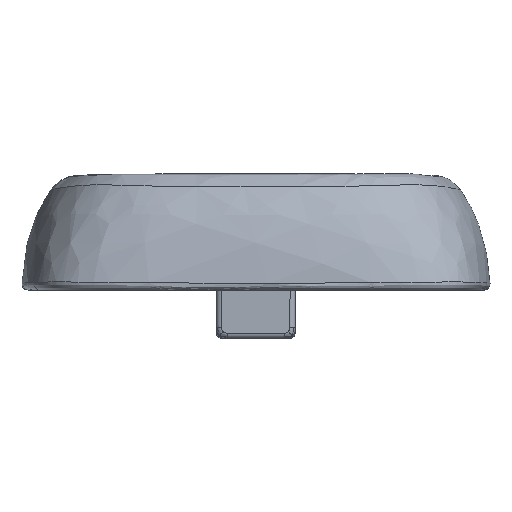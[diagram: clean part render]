
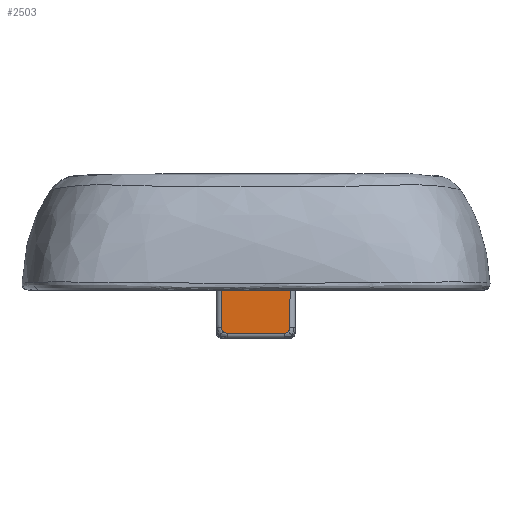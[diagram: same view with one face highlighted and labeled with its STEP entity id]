
A CAD part, front view. The second image highlights one B-rep face of the part: STEP entity #2503.
In plain terms, the highlighted planar face has unit normal (0, -1, -0.009).
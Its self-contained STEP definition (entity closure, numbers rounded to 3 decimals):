
#30=PLANE('',#2745);
#75=LINE('',#7788,#124);
#77=LINE('',#7791,#126);
#79=LINE('',#7794,#128);
#84=LINE('',#7801,#133);
#124=VECTOR('',#3237,10.);
#126=VECTOR('',#3241,10.);
#128=VECTOR('',#3245,10.);
#133=VECTOR('',#3254,10.);
#284=FACE_OUTER_BOUND('',#428,.T.);
#428=EDGE_LOOP('',(#2055,#2056,#2057,#2058,#2059,#2060,#2061,#2062,#2063,
#2064,#2065,#2066));
#484=CIRCLE('',#2558,0.231);
#487=CIRCLE('',#2561,0.231);
#494=CIRCLE('',#2568,0.201);
#497=CIRCLE('',#2571,0.201);
#518=CIRCLE('',#2592,0.231);
#520=CIRCLE('',#2594,0.201);
#523=CIRCLE('',#2597,0.201);
#629=CIRCLE('',#2720,0.231);
#842=VERTEX_POINT('',#4143);
#843=VERTEX_POINT('',#4150);
#845=VERTEX_POINT('',#4196);
#854=VERTEX_POINT('',#4381);
#855=VERTEX_POINT('',#4388);
#857=VERTEX_POINT('',#4434);
#882=VERTEX_POINT('',#4949);
#883=VERTEX_POINT('',#4956);
#886=VERTEX_POINT('',#5003);
#887=VERTEX_POINT('',#5010);
#889=VERTEX_POINT('',#5056);
#1001=VERTEX_POINT('',#7529);
#1120=EDGE_CURVE('',#842,#843,#484,.T.);
#1124=EDGE_CURVE('',#845,#842,#487,.T.);
#1136=EDGE_CURVE('',#854,#855,#494,.T.);
#1140=EDGE_CURVE('',#857,#854,#497,.T.);
#1174=EDGE_CURVE('',#882,#883,#518,.T.);
#1178=EDGE_CURVE('',#886,#887,#520,.T.);
#1182=EDGE_CURVE('',#889,#886,#523,.T.);
#1363=EDGE_CURVE('',#1001,#882,#629,.T.);
#1390=EDGE_CURVE('',#855,#845,#75,.T.);
#1392=EDGE_CURVE('',#843,#1001,#77,.T.);
#1394=EDGE_CURVE('',#887,#857,#79,.T.);
#1399=EDGE_CURVE('',#883,#889,#84,.T.);
#2055=ORIENTED_EDGE('',*,*,#1124,.F.);
#2056=ORIENTED_EDGE('',*,*,#1390,.F.);
#2057=ORIENTED_EDGE('',*,*,#1136,.F.);
#2058=ORIENTED_EDGE('',*,*,#1140,.F.);
#2059=ORIENTED_EDGE('',*,*,#1394,.F.);
#2060=ORIENTED_EDGE('',*,*,#1178,.F.);
#2061=ORIENTED_EDGE('',*,*,#1182,.F.);
#2062=ORIENTED_EDGE('',*,*,#1399,.F.);
#2063=ORIENTED_EDGE('',*,*,#1174,.F.);
#2064=ORIENTED_EDGE('',*,*,#1363,.F.);
#2065=ORIENTED_EDGE('',*,*,#1392,.F.);
#2066=ORIENTED_EDGE('',*,*,#1120,.F.);
#2503=ADVANCED_FACE('',(#284),#30,.T.);
#2558=AXIS2_PLACEMENT_3D('',#4151,#2833,#2834);
#2561=AXIS2_PLACEMENT_3D('',#4198,#2839,#2840);
#2568=AXIS2_PLACEMENT_3D('',#4389,#2853,#2854);
#2571=AXIS2_PLACEMENT_3D('',#4436,#2859,#2860);
#2592=AXIS2_PLACEMENT_3D('',#4957,#2901,#2902);
#2594=AXIS2_PLACEMENT_3D('',#5011,#2905,#2906);
#2597=AXIS2_PLACEMENT_3D('',#5058,#2911,#2912);
#2720=AXIS2_PLACEMENT_3D('',#7531,#3181,#3182);
#2745=AXIS2_PLACEMENT_3D('',#7802,#3255,#3256);
#2833=DIRECTION('center_axis',(0.,1.,0.009));
#2834=DIRECTION('ref_axis',(-0.71,-0.006,0.704));
#2839=DIRECTION('center_axis',(0.,1.,0.009));
#2840=DIRECTION('ref_axis',(-0.71,-0.006,0.704));
#2853=DIRECTION('center_axis',(0.,1.,0.009));
#2854=DIRECTION('ref_axis',(-0.704,0.006,-0.71));
#2859=DIRECTION('center_axis',(0.,1.,0.009));
#2860=DIRECTION('ref_axis',(-0.704,0.006,-0.71));
#2901=DIRECTION('center_axis',(0.,1.,0.009));
#2902=DIRECTION('ref_axis',(0.71,-0.006,0.704));
#2905=DIRECTION('center_axis',(0.,1.,0.009));
#2906=DIRECTION('ref_axis',(0.704,0.006,-0.71));
#2911=DIRECTION('center_axis',(0.,1.,0.009));
#2912=DIRECTION('ref_axis',(0.704,0.006,-0.71));
#3181=DIRECTION('center_axis',(0.,1.,0.009));
#3182=DIRECTION('ref_axis',(0.71,-0.006,0.704));
#3237=DIRECTION('',(-0.009,-0.009,1.));
#3241=DIRECTION('',(1.,0.,0.));
#3245=DIRECTION('',(-1.,0.,0.));
#3254=DIRECTION('',(-0.009,0.009,-1.));
#3255=DIRECTION('center_axis',(0.,-1.,
-0.009));
#3256=DIRECTION('ref_axis',(-1.,0.,0.));
#4143=CARTESIAN_POINT('',(-1.229,-3.447,2.984));
#4150=CARTESIAN_POINT('',(-1.065,-3.448,3.052));
#4151=CARTESIAN_POINT('Origin',(-1.065,-3.446,2.822));
#4196=CARTESIAN_POINT('',(-1.296,-3.446,2.82));
#4198=CARTESIAN_POINT('Origin',(-1.065,-3.446,2.822));
#4381=CARTESIAN_POINT('',(-1.211,-3.419,-0.243));
#4388=CARTESIAN_POINT('',(-1.27,-3.42,-0.102));
#4389=CARTESIAN_POINT('Origin',(-1.069,-3.42,-0.101));
#4434=CARTESIAN_POINT('',(-1.069,-3.419,-0.302));
#4436=CARTESIAN_POINT('Origin',(-1.069,-3.42,-0.101));
#4949=CARTESIAN_POINT('',(1.229,-3.447,2.984));
#4956=CARTESIAN_POINT('',(1.296,-3.446,2.82));
#4957=CARTESIAN_POINT('Origin',(1.065,-3.446,2.822));
#5003=CARTESIAN_POINT('',(1.211,-3.419,-0.243));
#5010=CARTESIAN_POINT('',(1.069,-3.419,-0.302));
#5011=CARTESIAN_POINT('Origin',(1.069,-3.42,-0.101));
#5056=CARTESIAN_POINT('',(1.27,-3.42,-0.102));
#5058=CARTESIAN_POINT('Origin',(1.069,-3.42,-0.101));
#7529=CARTESIAN_POINT('',(1.065,-3.448,3.052));
#7531=CARTESIAN_POINT('Origin',(1.065,-3.446,2.822));
#7788=CARTESIAN_POINT('',(-1.3,-3.45,3.297));
#7791=CARTESIAN_POINT('',(-0.75,-3.448,3.052));
#7794=CARTESIAN_POINT('',(-0.75,-3.419,-0.302));
#7801=CARTESIAN_POINT('',(1.3,-3.45,3.289));
#7802=CARTESIAN_POINT('Origin',(-1.5,-3.45,3.3));
